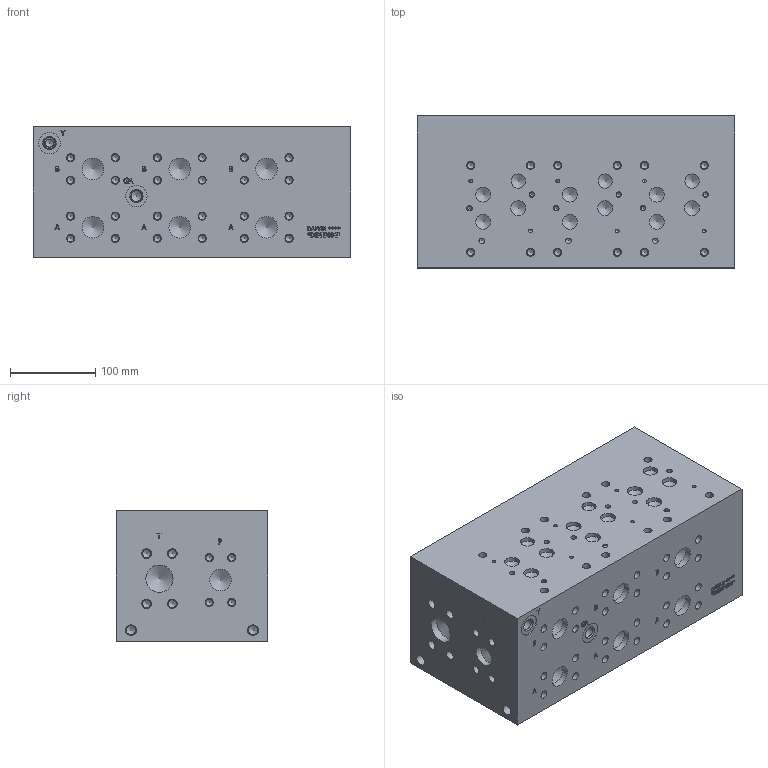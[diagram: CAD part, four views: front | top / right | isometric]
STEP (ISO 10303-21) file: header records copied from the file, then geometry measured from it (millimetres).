
FILE_DESCRIPTION(/* description */ (''),/* implementation_level */ '2;1');
FILE_NAME(/* name */ '_D07HP034F.stp',/* time_stamp */ '2020-03-12T15:03:43-04:00',/* author */ ('devonn'),/* organization */ (''),/* preprocessor_version */ 'ST-DEVELOPER v17',/* originating_system */ 'Autodesk Inventor 2019',/* authorisation */ '');
FILE_SCHEMA (('AUTOMOTIVE_DESIGN { 1 0 10303 214 3 1 1 }'));
Length unit declared in the file: millimetre
Products named in the file (1): Part_DD07HP034F_3D
Bounding box: 371.48 x 177.8 x 152.4 mm (x, y, z)
Volume: 9847680.8 mm3; surface area: 368113.2 mm2
Topology: 1 solids, 1 shells, 857 faces, 2370 edges, 1633 vertices
Faces by surface type: plane 452, cylinder 165, bspline 139, cone 101
Full cylindrical faces by diameter (mm): 4.369 x6, 5.105 x6, 6.35 x9, 7.925 x44, 9.347 x8, 9.525 x45, 10.719 x4, 11.125 x8, 12.294 x1, 12.7 x4, 12.9 x1, 12.903 x1, 14.275 x2, 14.529 x2, 16.662 x3, 17.475 x9, 25.019 x2, 25.4 x8, 31.75 x2
Entity records: 28450 total; most frequent: CARTESIAN_POINT 6573, ORIENTED_EDGE 4550, DIRECTION 4031, EDGE_CURVE 2275, VERTEX_POINT 1633, LINE 1401, VECTOR 1401, AXIS2_PLACEMENT_3D 1315
